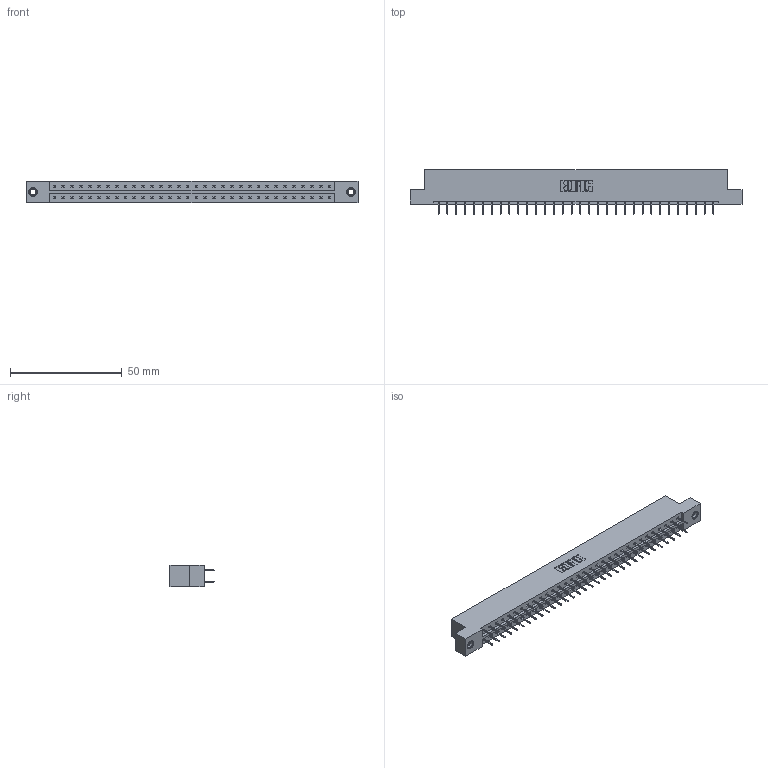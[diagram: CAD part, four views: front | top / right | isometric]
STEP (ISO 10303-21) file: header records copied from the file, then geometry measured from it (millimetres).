
FILE_DESCRIPTION (( 'STEP AP203' ), '1' );
FILE_NAME ('833-064-524-207.STEP', '2020-06-05T07:04:03', ( '' ), ( '' ), 'SwSTEP 2.0', 'SolidWorks 2020', '' );
FILE_SCHEMA (( 'CONFIG_CONTROL_DESIGN' ));
Length unit declared in the file: inch
Products named in the file (4): 833-064-524-207; 833 Part_Flush - .156 Dia - TI; 345-250-001_345-250-005-103; 345-292-001_345-293-124
Assembly tree (67 placements, depth 2):
  833-064-524-207
    833 Part_Flush - .156 Dia - TI
    345-292-001_345-293-124  x64
    345-250-001_345-250-005-103  x2
Bounding box: 148.34 x 19.69 x 9.4 mm (x, y, z)
Volume: 14940.4 mm3; surface area: 17299.2 mm2
Topology: 67 solids, 67 shells, 3758 faces, 10623 edges, 6818 vertices
Faces by surface type: plane 2790, cylinder 952, cone 12, torus 4
Entity records: 23140 total; most frequent: CARTESIAN_POINT 3829, ORIENTED_EDGE 3758, DIRECTION 3321, EDGE_CURVE 1879, VECTOR 1735, LINE 1735, VERTEX_POINT 1244, AXIS2_PLACEMENT_3D 793
